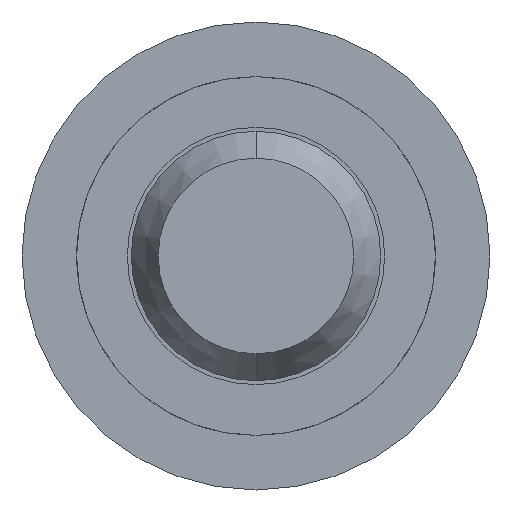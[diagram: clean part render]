
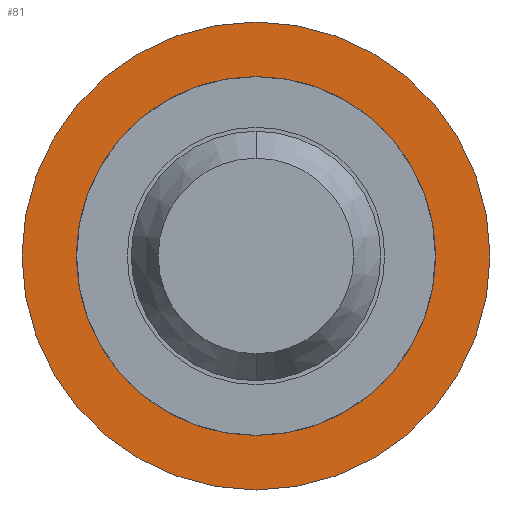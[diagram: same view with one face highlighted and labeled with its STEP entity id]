
A CAD part, front view. The second image highlights one B-rep face of the part: STEP entity #81.
In plain terms, the highlighted planar face has unit normal (0, -1, 0).
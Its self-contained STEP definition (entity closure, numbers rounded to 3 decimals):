
#3 = CARTESIAN_POINT ( 'NONE',  ( 0., 5.3, 1.5 ) ) ;
#72 = DIRECTION ( 'NONE',  ( 0., 0., 1. ) ) ;
#81 = ADVANCED_FACE ( 'NONE', ( #557, #4042 ), #1973, .F. ) ;
#94 = VERTEX_POINT ( 'NONE', #402 ) ;
#222 = CIRCLE ( 'NONE', #3199, 1.5 ) ;
#257 = CARTESIAN_POINT ( 'NONE',  ( 0., 5.3, -1.5 ) ) ;
#316 = ORIENTED_EDGE ( 'NONE', *, *, #847, .F. ) ;
#402 = CARTESIAN_POINT ( 'NONE',  ( 0., 5.3, -0.5 ) ) ;
#557 = FACE_OUTER_BOUND ( 'NONE', #2395, .T. ) ;
#570 = CARTESIAN_POINT ( 'NONE',  ( 0., 5.3, 0. ) ) ;
#634 = VERTEX_POINT ( 'NONE', #257 ) ;
#694 = AXIS2_PLACEMENT_3D ( 'NONE', #2613, #1387, #1987 ) ;
#847 = EDGE_CURVE ( 'NONE', #634, #1756, #2871, .T. ) ;
#984 = CIRCLE ( 'NONE', #3519, 0.5 ) ;
#1021 = CARTESIAN_POINT ( 'NONE',  ( 0., 5.3, 0. ) ) ;
#1031 = DIRECTION ( 'NONE',  ( 0., 0., 1. ) ) ;
#1067 = ORIENTED_EDGE ( 'NONE', *, *, #2735, .T. ) ;
#1206 = CIRCLE ( 'NONE', #3546, 0.5 ) ;
#1269 = EDGE_CURVE ( 'NONE', #1659, #94, #1206, .T. ) ;
#1387 = DIRECTION ( 'NONE',  ( 0., 1., 0. ) ) ;
#1520 = CARTESIAN_POINT ( 'NONE',  ( 0., 5.3, 0. ) ) ;
#1659 = VERTEX_POINT ( 'NONE', #3232 ) ;
#1756 = VERTEX_POINT ( 'NONE', #3 ) ;
#1871 = DIRECTION ( 'NONE',  ( 0., 1., 0. ) ) ;
#1969 = ORIENTED_EDGE ( 'NONE', *, *, #1269, .T. ) ;
#1973 = PLANE ( 'NONE',  #694 ) ;
#1987 = DIRECTION ( 'NONE',  ( 0., 0., 1. ) ) ;
#2363 = AXIS2_PLACEMENT_3D ( 'NONE', #1021, #3567, #72 ) ;
#2395 = EDGE_LOOP ( 'NONE', ( #3478, #316 ) ) ;
#2613 = CARTESIAN_POINT ( 'NONE',  ( 0., 5.3, -1.5 ) ) ;
#2623 = DIRECTION ( 'NONE',  ( 0., 1., 0. ) ) ;
#2735 = EDGE_CURVE ( 'NONE', #94, #1659, #984, .T. ) ;
#2871 = CIRCLE ( 'NONE', #2363, 1.5 ) ;
#2985 = DIRECTION ( 'NONE',  ( 0., 1., 0. ) ) ;
#3199 = AXIS2_PLACEMENT_3D ( 'NONE', #1520, #2985, #4051 ) ;
#3232 = CARTESIAN_POINT ( 'NONE',  ( 0., 5.3, 0.5 ) ) ;
#3478 = ORIENTED_EDGE ( 'NONE', *, *, #3506, .F. ) ;
#3506 = EDGE_CURVE ( 'NONE', #1756, #634, #222, .T. ) ;
#3519 = AXIS2_PLACEMENT_3D ( 'NONE', #570, #1871, #3740 ) ;
#3546 = AXIS2_PLACEMENT_3D ( 'NONE', #3579, #2623, #1031 ) ;
#3567 = DIRECTION ( 'NONE',  ( 0., 1., 0. ) ) ;
#3579 = CARTESIAN_POINT ( 'NONE',  ( 0., 5.3, 0. ) ) ;
#3675 = EDGE_LOOP ( 'NONE', ( #1969, #1067 ) ) ;
#3740 = DIRECTION ( 'NONE',  ( 0., 0., 1. ) ) ;
#4042 = FACE_BOUND ( 'NONE', #3675, .T. ) ;
#4051 = DIRECTION ( 'NONE',  ( 0., 0., 1. ) ) ;
